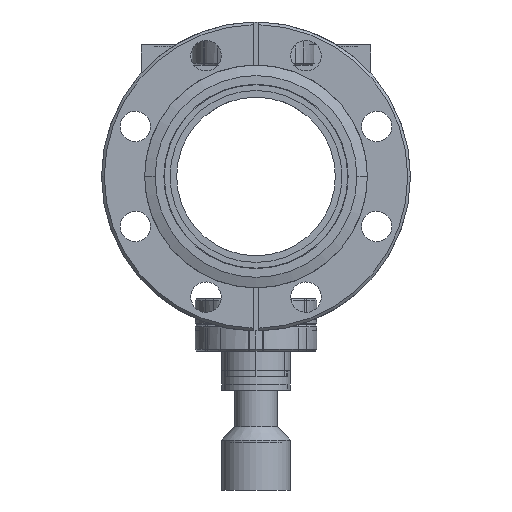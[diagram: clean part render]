
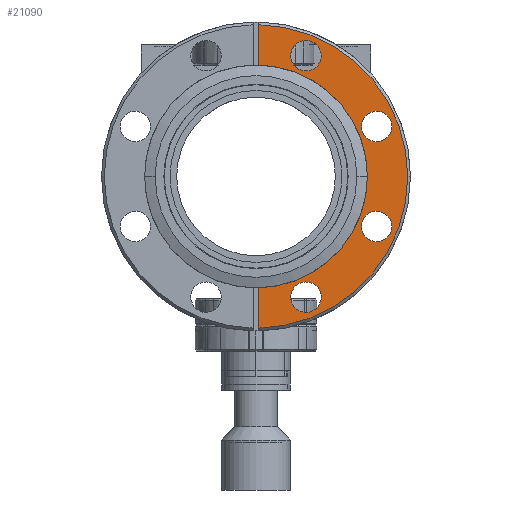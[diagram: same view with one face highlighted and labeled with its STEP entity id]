
A CAD part, left-side view. The second image highlights one B-rep face of the part: STEP entity #21090.
In plain terms, the highlighted face is planar.
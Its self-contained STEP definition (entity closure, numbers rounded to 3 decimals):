
#20000=CARTESIAN_POINT('',(36.83,0.,0.));
#20010=DIRECTION('',(0.,1.,0.));
#20020=DIRECTION('',(1.,0.,0.));
#20030=AXIS2_PLACEMENT_3D('',#20000,#20010,#20020);
#20040=PLANE('',#20030);
#20050=CARTESIAN_POINT('',(0.794,0.,0.));
#20060=DIRECTION('',(0.,0.,-1.));
#20070=VECTOR('',#20060,1.);
#20080=LINE('',#20050,#20070);
#20090=CARTESIAN_POINT('',(0.794,0.,42.03));
#20100=VERTEX_POINT('',#20090);
#20110=CARTESIAN_POINT('',(0.794,0.,
30.851));
#20120=VERTEX_POINT('',#20110);
#20130=EDGE_CURVE('',#20100,#20120,#20080,.T.);
#20140=ORIENTED_EDGE('',*,*,#20130,.F.);
#20150=CARTESIAN_POINT('',(0.,0.,0.));
#20160=DIRECTION('',(0.,1.,0.));
#20170=DIRECTION('',(1.,0.,0.));
#20180=AXIS2_PLACEMENT_3D('',#20150,#20160,#20170);
#20190=CIRCLE('',#20180,30.861);
#20200=CARTESIAN_POINT('',(30.861,0.,0.));
#20210=VERTEX_POINT('',#20200);
#20220=EDGE_CURVE('',#20120,#20210,#20190,.T.);
#20230=ORIENTED_EDGE('',*,*,#20220,.F.);
#20240=CARTESIAN_POINT('',(0.794,0.,
-30.851));
#20250=VERTEX_POINT('',#20240);
#20260=EDGE_CURVE('',#20210,#20250,#20190,.T.);
#20270=ORIENTED_EDGE('',*,*,#20260,.F.);
#20280=CARTESIAN_POINT('',(0.794,0.,0.));
#20290=DIRECTION('',(0.,0.,-1.));
#20300=VECTOR('',#20290,1.);
#20310=LINE('',#20280,#20300);
#20320=CARTESIAN_POINT('',(0.794,0.,-42.03));
#20330=VERTEX_POINT('',#20320);
#20340=EDGE_CURVE('',#20250,#20330,#20310,.T.);
#20350=ORIENTED_EDGE('',*,*,#20340,.F.);
#20360=CARTESIAN_POINT('',(0.,0.,0.));
#20370=DIRECTION('',(0.,-1.,0.));
#20380=DIRECTION('',(-1.,0.,0.));
#20390=AXIS2_PLACEMENT_3D('',#20360,#20370,#20380);
#20400=CIRCLE('',#20390,42.037);
#20410=CARTESIAN_POINT('',(42.037,0.,0.));
#20420=VERTEX_POINT('',#20410);
#20430=EDGE_CURVE('',#20330,#20420,#20400,.T.);
#20440=ORIENTED_EDGE('',*,*,#20430,.F.);
#20450=EDGE_CURVE('',#20420,#20100,#20400,.T.);
#20460=ORIENTED_EDGE('',*,*,#20450,.F.);
#20470=EDGE_LOOP('',(#20460,#20440,#20350,#20270,#20230,#20140));
#20480=FACE_OUTER_BOUND('',#20470,.T.);
#20490=CARTESIAN_POINT('',(13.851,0.,33.44));
#20500=DIRECTION('',(0.,1.,0.));
#20510=DIRECTION('',(-0.924,0.,
0.383));
#20520=AXIS2_PLACEMENT_3D('',#20490,#20500,#20510);
#20530=CIRCLE('',#20520,4.216);
#20540=CARTESIAN_POINT('',(9.956,0.,35.053));
#20550=VERTEX_POINT('',#20540);
#20560=CARTESIAN_POINT('',(17.747,0.,31.826));
#20570=VERTEX_POINT('',#20560);
#20580=EDGE_CURVE('',#20550,#20570,#20530,.T.);
#20590=ORIENTED_EDGE('',*,*,#20580,.F.);
#20600=EDGE_CURVE('',#20570,#20550,#20530,.T.);
#20610=ORIENTED_EDGE('',*,*,#20600,.F.);
#20620=EDGE_LOOP('',(#20610,#20590));
#20630=FACE_BOUND('',#20620,.T.);
#20640=CARTESIAN_POINT('',(33.44,0.,-13.851));
#20650=DIRECTION('',(0.,1.,0.));
#20660=DIRECTION('',(0.383,0.,
0.924));
#20670=AXIS2_PLACEMENT_3D('',#20640,#20650,#20660);
#20680=CIRCLE('',#20670,4.216);
#20690=CARTESIAN_POINT('',(35.053,0.,-9.956));
#20700=VERTEX_POINT('',#20690);
#20710=CARTESIAN_POINT('',(31.826,0.,-17.747));
#20720=VERTEX_POINT('',#20710);
#20730=EDGE_CURVE('',#20700,#20720,#20680,.T.);
#20740=ORIENTED_EDGE('',*,*,#20730,.F.);
#20750=EDGE_CURVE('',#20720,#20700,#20680,.T.);
#20760=ORIENTED_EDGE('',*,*,#20750,.F.);
#20770=EDGE_LOOP('',(#20760,#20740));
#20780=FACE_BOUND('',#20770,.T.);
#20790=CARTESIAN_POINT('',(33.44,0.,13.851));
#20800=DIRECTION('',(0.,1.,0.));
#20810=DIRECTION('',(-0.383,0.,
0.924));
#20820=AXIS2_PLACEMENT_3D('',#20790,#20800,#20810);
#20830=CIRCLE('',#20820,4.216);
#20840=CARTESIAN_POINT('',(31.826,0.,17.747));
#20850=VERTEX_POINT('',#20840);
#20860=CARTESIAN_POINT('',(35.053,0.,9.956));
#20870=VERTEX_POINT('',#20860);
#20880=EDGE_CURVE('',#20850,#20870,#20830,.T.);
#20890=ORIENTED_EDGE('',*,*,#20880,.F.);
#20900=EDGE_CURVE('',#20870,#20850,#20830,.T.);
#20910=ORIENTED_EDGE('',*,*,#20900,.F.);
#20920=EDGE_LOOP('',(#20910,#20890));
#20930=FACE_BOUND('',#20920,.T.);
#20940=CARTESIAN_POINT('',(13.851,0.,-33.44));
#20950=DIRECTION('',(0.,1.,0.));
#20960=DIRECTION('',(0.924,0.,
0.383));
#20970=AXIS2_PLACEMENT_3D('',#20940,#20950,#20960);
#20980=CIRCLE('',#20970,4.216);
#20990=CARTESIAN_POINT('',(17.747,0.,-31.826));
#21000=VERTEX_POINT('',#20990);
#21010=CARTESIAN_POINT('',(9.956,0.,-35.053));
#21020=VERTEX_POINT('',#21010);
#21030=EDGE_CURVE('',#21000,#21020,#20980,.T.);
#21040=ORIENTED_EDGE('',*,*,#21030,.F.);
#21050=EDGE_CURVE('',#21020,#21000,#20980,.T.);
#21060=ORIENTED_EDGE('',*,*,#21050,.F.);
#21070=EDGE_LOOP('',(#21060,#21040));
#21080=FACE_BOUND('',#21070,.T.);
#21090=ADVANCED_FACE('',(#20480,#20630,#20780,#20930,#21080),#20040,.T.)
;
